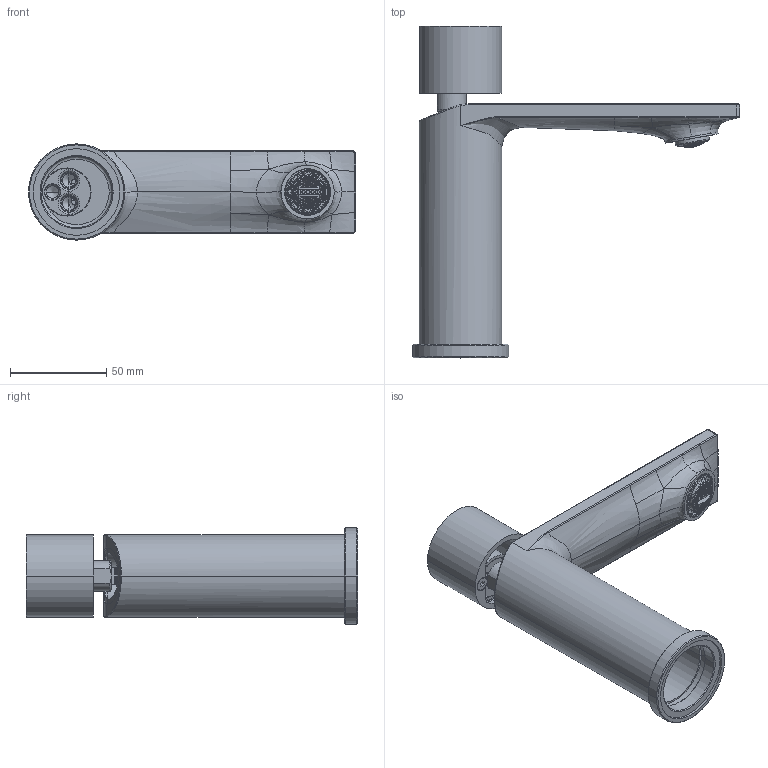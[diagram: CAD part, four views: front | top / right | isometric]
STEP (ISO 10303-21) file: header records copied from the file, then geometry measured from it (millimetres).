
FILE_DESCRIPTION((''),'2;1');
FILE_NAME('500448VIC0_ASM_ASM','2021-09-03T14:16:36',('sruga'),('Armando Vicario'),'CREO PARAMETRIC BY PTC INC, 2019344','CREO PARAMETRIC BY PTC INC, 2019344','');
FILE_SCHEMA(('CONFIG_CONTROL_DESIGN'));
Length unit declared in the file: millimetre
Products named in the file (43): 01000487_1; 01000488_1; 04000236_1; 16002916_ASM_1_ASM; 16002915_ASM_1_ASM; 07000070_D_1_1; 07000070_D_1_2; 07000070_D_1_3; 07000070_D_1_4; 07000070_D_1_ASM; 07000070_A_1; 07000070_B_1; 07000070_C_1; 07000070_ASM_1_ASM; 16001909_ASM_1_ASM; 06000148_1; 16002917_ASM_1_ASM; 12000993_1; 04000012_1; 16002918_ASM_1_ASM; 12001061_1; 04000357_1; 16003036_ASM_1_ASM; 11000091_1_1; 11000091_1_2; 11000091_1_3; 11000091_1_4; 11000091_1_ASM; 16002120_ASM_1_ASM; 03000309_1; 03000308_1; 06000107_1; 04000032_1; 16002912_ASM_1_ASM; 06000042_1; 16002914_ASM_1_ASM; 03000307_1; 16002913_ASM_1_ASM; 16003186_ASM_1_ASM; 12053901_1 ...
Assembly tree (44 placements, depth 6):
  500448VIC0_ASM_ASM
    500448VIC0_ASM_1_ASM
      16002915_ASM_1_ASM
        01000487_1
        01000488_1
        16002916_ASM_1_ASM
          04000236_1  x2
      16001909_ASM_1_ASM
        07000070_ASM_1_ASM
          07000070_D_1_ASM
            07000070_D_1_1
            07000070_D_1_2
            07000070_D_1_3
            07000070_D_1_4
          07000070_A_1
          07000070_B_1
          07000070_C_1
      16002917_ASM_1_ASM
        06000148_1
      16002918_ASM_1_ASM
        12000993_1
        04000012_1
      16003036_ASM_1_ASM
        12001061_1
        04000357_1
      16002120_ASM_1_ASM
        11000091_1_ASM
          11000091_1_1
          11000091_1_2
          11000091_1_3
          11000091_1_4
      16003186_ASM_1_ASM
        16002912_ASM_1_ASM
          03000309_1
          03000308_1
          06000107_1
          04000032_1  x2
        16002914_ASM_1_ASM
          06000042_1
        16002913_ASM_1_ASM
          03000307_1
      16000181_ASM_1_ASM
        12053901_1
Bounding box: 170 x 172.5 x 50 mm (x, y, z)
Volume: 153512.2 mm3; surface area: 114607.9 mm2
Topology: 28 solids, 37 shells, 2081 faces, 5916 edges, 3836 vertices
Faces by surface type: plane 967, cylinder 815, bspline 128, cone 82, torus 66, sphere 23
Entity records: 90554 total; most frequent: CARTESIAN_POINT 35781, ORIENTED_EDGE 11680, DIRECTION 10607, EDGE_CURVE 5859, AXIS2_PLACEMENT_3D 3904, VERTEX_POINT 3828, VECTOR 2799, LINE 2799
